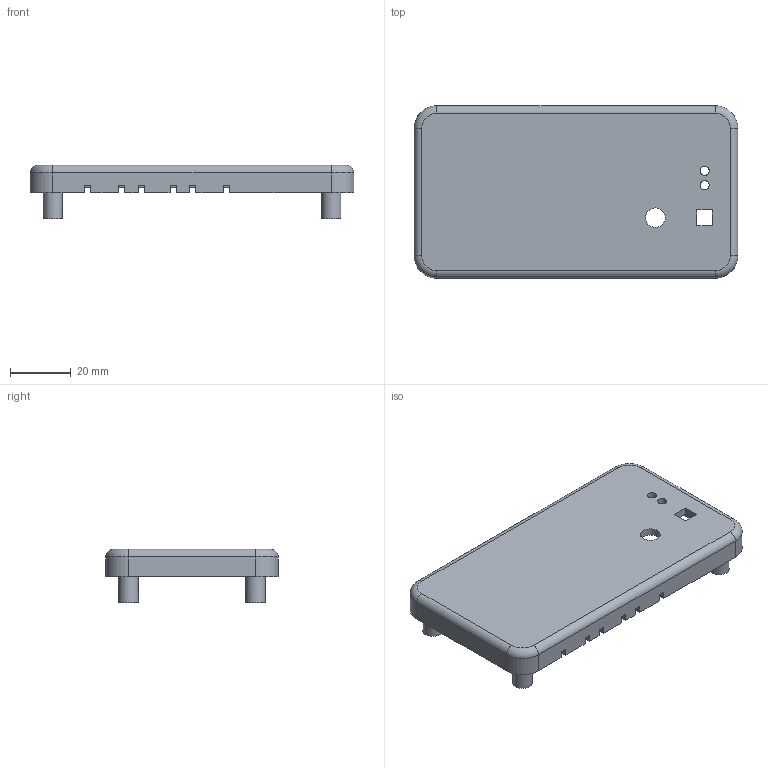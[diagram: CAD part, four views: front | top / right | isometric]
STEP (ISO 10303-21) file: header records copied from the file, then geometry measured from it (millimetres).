
FILE_DESCRIPTION(/* description */ (''),/* implementation_level */ '2;1');
FILE_NAME(/* name */ '5f5283cea472b8159523262d',/* time_stamp */ '2020-09-04T18:13:35+00:00',/* author */ (''),/* organization */ (''),/* preprocessor_version */ 'ST-DEVELOPER v16.7',/* originating_system */ $,/* authorisation */ $);
FILE_SCHEMA (('AUTOMOTIVE_DESIGN {1 0 10303 214 3 1 1}'));
Length unit declared in the file: metre
Products named in the file (1): Tapa Gabinete
Bounding box: 107 x 57 x 17.6 mm (x, y, z)
Volume: 21244.3 mm3; surface area: 17610.6 mm2
Topology: 1 solids, 1 shells, 103 faces, 259 edges, 166 vertices
Faces by surface type: plane 63, cylinder 32, torus 8
Full cylindrical faces by diameter (mm): 1.8 x4, 3 x2, 3.2 x4, 6.4 x4, 6.5 x1
Entity records: 3026 total; most frequent: CARTESIAN_POINT 534, DIRECTION 514, ORIENTED_EDGE 484, EDGE_CURVE 242, AXIS2_PLACEMENT_3D 176, VERTEX_POINT 164, LINE 162, VECTOR 162
